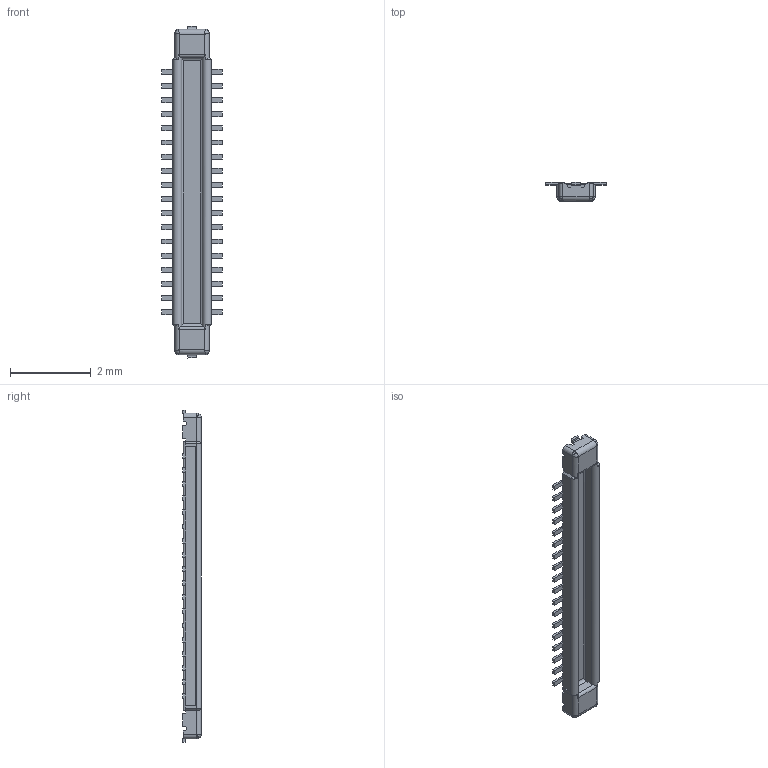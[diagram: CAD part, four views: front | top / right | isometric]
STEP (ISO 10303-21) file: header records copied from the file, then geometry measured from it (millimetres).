
FILE_DESCRIPTION(('Creo Elements/Direct Modeling STEP Export'),'2;1');
FILE_NAME('BM28-36DP.stp','2020-04-16T13:48:43',(''),(''),'Creo Elements/Direct Modeling STEP processor for AP214 (Solid Model)','Creo Elements/Direct Modeling 19.0F 14-Feb-2017 (C) Parametric Technology GmbH','');
FILE_SCHEMA(('AUTOMOTIVE_DESIGN { 1 0 10303 214 1 1 1 1 }'));
Length unit declared in the file: millimetre
Products named in the file (2): BM28B0P6-36DP.PRT
Assembly tree (1 placements, depth 2):
  BM28B0P6-36DP.PRT
    BM28B0P6-36DP.PRT
Bounding box: 1.5 x 0.47 x 8.22 mm (x, y, z)
Volume: 2 mm3; surface area: 30.8 mm2
Topology: 1 solids, 1 shells, 446 faces, 1204 edges, 756 vertices
Faces by surface type: plane 330, cylinder 100, bspline 8, torus 4, cone 4
Entity records: 16083 total; most frequent: CARTESIAN_POINT 4812, ORIENTED_EDGE 2400, DIRECTION 2248, EDGE_CURVE 1200, VECTOR 964, LINE 964, VERTEX_POINT 756, AXIS2_PLACEMENT_3D 642
